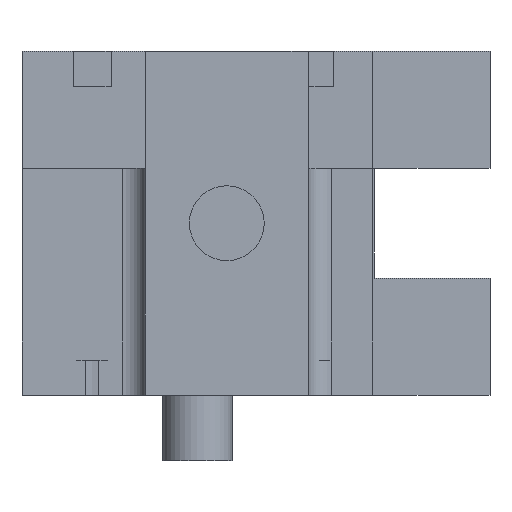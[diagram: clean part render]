
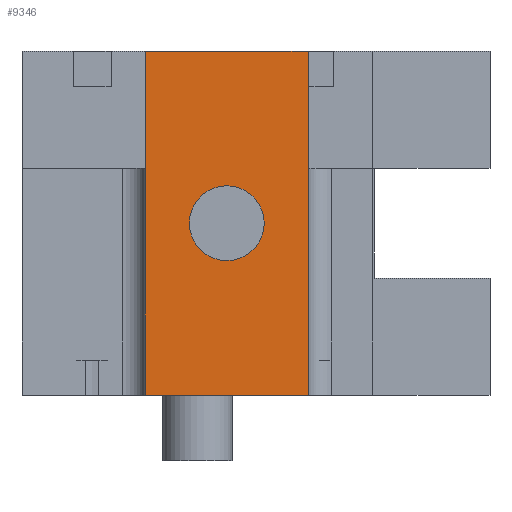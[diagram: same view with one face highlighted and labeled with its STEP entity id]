
A CAD part, left-side view. The second image highlights one B-rep face of the part: STEP entity #9346.
In plain terms, the highlighted planar face has unit normal (-1, 0, 0).
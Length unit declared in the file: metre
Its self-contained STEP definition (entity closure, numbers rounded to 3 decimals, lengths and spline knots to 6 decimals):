
#568=LINE('',#17607,#1242);
#682=LINE('',#17970,#1356);
#686=LINE('',#17977,#1360);
#687=LINE('',#17979,#1361);
#1242=VECTOR('',#11517,1.);
#1356=VECTOR('',#11881,1.);
#1360=VECTOR('',#11887,1.);
#1361=VECTOR('',#11890,1.);
#1819=PLANE('',#10156);
#2912=ORIENTED_EDGE('',*,*,#5196,.F.);
#2913=ORIENTED_EDGE('',*,*,#5023,.F.);
#2914=ORIENTED_EDGE('',*,*,#5200,.F.);
#2915=ORIENTED_EDGE('',*,*,#5201,.F.);
#2916=ORIENTED_EDGE('',*,*,#5068,.F.);
#5023=EDGE_CURVE('',#6310,#6311,#568,.T.);
#5068=EDGE_CURVE('',#6350,#6350,#7090,.T.);
#5196=EDGE_CURVE('',#6311,#6435,#682,.T.);
#5200=EDGE_CURVE('',#6436,#6310,#686,.T.);
#5201=EDGE_CURVE('',#6435,#6436,#687,.T.);
#6310=VERTEX_POINT('',#17606);
#6311=VERTEX_POINT('',#17608);
#6350=VERTEX_POINT('',#17698);
#6435=VERTEX_POINT('',#17971);
#6436=VERTEX_POINT('',#17976);
#7090=CIRCLE('',#10045,0.0032);
#7806=EDGE_LOOP('',(#2912,#2913,#2914,#2915));
#7807=EDGE_LOOP('',(#2916));
#8501=FACE_BOUND('',#7806,.T.);
#8502=FACE_BOUND('',#7807,.T.);
#9346=ADVANCED_FACE('',(#8501,#8502),#1819,.T.);
#10045=AXIS2_PLACEMENT_3D('',#17697,#11584,#11585);
#10156=AXIS2_PLACEMENT_3D('',#17980,#11891,#11892);
#11517=DIRECTION('',(0.,1.,0.));
#11584=DIRECTION('',(-1.,0.,0.));
#11585=DIRECTION('',(0.,0.,1.));
#11881=DIRECTION('',(0.,0.,1.));
#11887=DIRECTION('',(0.,0.,-1.));
#11890=DIRECTION('',(0.,-1.,0.));
#11891=DIRECTION('',(-1.,0.,0.));
#11892=DIRECTION('',(0.,-1.,0.));
#17606=CARTESIAN_POINT('',(-0.048013,-0.00945,-0.0162));
#17607=CARTESIAN_POINT('',(-0.048013,-0.015,-0.0162));
#17608=CARTESIAN_POINT('',(-0.048013,0.00445,-0.0162));
#17697=CARTESIAN_POINT('',(-0.048013,-0.0025,-0.0015));
#17698=CARTESIAN_POINT('',(-0.048013,-0.0025,0.0017));
#17970=CARTESIAN_POINT('',(-0.048013,0.00445,-0.0015));
#17971=CARTESIAN_POINT('',(-0.048013,0.00445,0.0132));
#17976=CARTESIAN_POINT('',(-0.048013,-0.00945,0.0132));
#17977=CARTESIAN_POINT('',(-0.048013,-0.00945,-0.0132));
#17979=CARTESIAN_POINT('',(-0.048013,-0.0025,0.0132));
#17980=CARTESIAN_POINT('',(-0.048013,0.,-0.004858));
